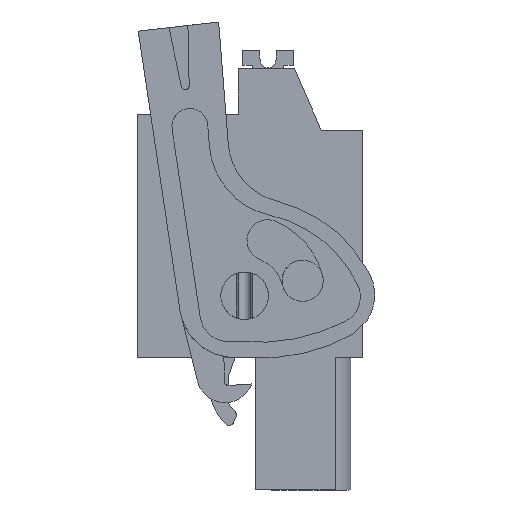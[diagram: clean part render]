
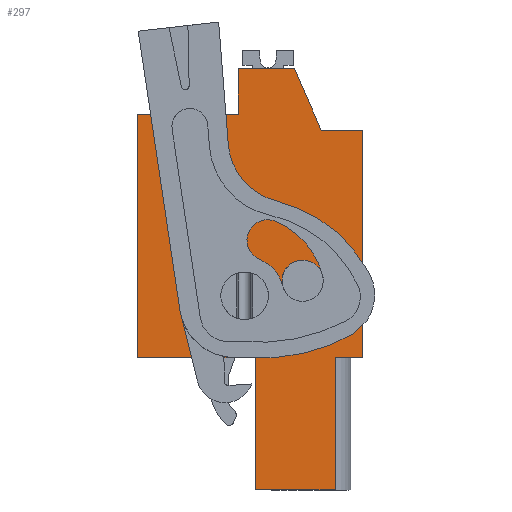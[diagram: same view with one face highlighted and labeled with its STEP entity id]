
A CAD part, left-side view. The second image highlights one B-rep face of the part: STEP entity #297.
In plain terms, the highlighted planar face has unit normal (-1, 0, 0).
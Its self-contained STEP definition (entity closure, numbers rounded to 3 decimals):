
#177=AXIS2_PLACEMENT_3D('Plane Axis2P3D',#174,#175,#176) ;
#263=AXIS2_PLACEMENT_3D('Circle Axis2P3D',#261,#262,$) ;
#272=AXIS2_PLACEMENT_3D('Circle Axis2P3D',#270,#271,$) ;
#281=AXIS2_PLACEMENT_3D('Circle Axis2P3D',#279,#280,$) ;
#290=AXIS2_PLACEMENT_3D('Circle Axis2P3D',#288,#289,$) ;
#42=CARTESIAN_POINT('Vertex',(4.85,8.618,26.59)) ;
#45=CARTESIAN_POINT('Line Origine',(4.85,6.843,26.59)) ;
#49=CARTESIAN_POINT('Vertex',(4.85,5.068,26.59)) ;
#124=CARTESIAN_POINT('Vertex',(4.85,8.618,23.69)) ;
#127=CARTESIAN_POINT('Line Origine',(4.85,8.618,25.14)) ;
#174=CARTESIAN_POINT('Axis2P3D Location',(4.85,7.568,8.35)) ;
#179=CARTESIAN_POINT('Line Origine',(4.85,2.493,4.175)) ;
#183=CARTESIAN_POINT('Vertex',(4.85,2.493,8.35)) ;
#185=CARTESIAN_POINT('Vertex',(4.85,2.493,0.)) ;
#188=CARTESIAN_POINT('Line Origine',(4.85,1.63,8.35)) ;
#192=CARTESIAN_POINT('Vertex',(4.85,0.768,8.35)) ;
#195=CARTESIAN_POINT('Line Origine',(4.85,0.768,15.52)) ;
#199=CARTESIAN_POINT('Vertex',(4.85,0.768,22.69)) ;
#202=CARTESIAN_POINT('Line Origine',(4.85,2.068,22.69)) ;
#206=CARTESIAN_POINT('Vertex',(4.85,3.368,22.69)) ;
#209=CARTESIAN_POINT('Line Origine',(4.85,4.218,24.64)) ;
#214=CARTESIAN_POINT('Line Origine',(4.85,11.793,23.69)) ;
#218=CARTESIAN_POINT('Vertex',(4.85,14.968,23.69)) ;
#221=CARTESIAN_POINT('Line Origine',(4.85,14.968,16.02)) ;
#225=CARTESIAN_POINT('Vertex',(4.85,14.968,8.35)) ;
#228=CARTESIAN_POINT('Line Origine',(4.85,11.253,8.35)) ;
#232=CARTESIAN_POINT('Vertex',(4.85,7.539,8.35)) ;
#235=CARTESIAN_POINT('Line Origine',(4.85,7.539,4.175)) ;
#239=CARTESIAN_POINT('Vertex',(4.85,7.539,0.)) ;
#242=CARTESIAN_POINT('Line Origine',(4.85,5.016,0.)) ;
#261=CARTESIAN_POINT('Axis2P3D Location',(4.85,8.204,12.25)) ;
#265=CARTESIAN_POINT('Vertex',(4.85,8.204,10.75)) ;
#267=CARTESIAN_POINT('Vertex',(4.85,8.204,13.75)) ;
#270=CARTESIAN_POINT('Axis2P3D Location',(4.85,8.204,12.25)) ;
#279=CARTESIAN_POINT('Axis2P3D Location',(4.85,4.544,13.2)) ;
#283=CARTESIAN_POINT('Vertex',(4.85,4.544,14.5)) ;
#285=CARTESIAN_POINT('Vertex',(4.85,4.544,11.9)) ;
#288=CARTESIAN_POINT('Axis2P3D Location',(4.85,4.544,13.2)) ;
#46=DIRECTION('Vector Direction',(0.,1.,0.)) ;
#128=DIRECTION('Vector Direction',(0.,0.,-1.)) ;
#175=DIRECTION('Axis2P3D Direction',(1.,0.,0.)) ;
#176=DIRECTION('Axis2P3D XDirection',(0.,1.,0.)) ;
#180=DIRECTION('Vector Direction',(0.,0.,-1.)) ;
#189=DIRECTION('Vector Direction',(0.,-1.,0.)) ;
#196=DIRECTION('Vector Direction',(0.,0.,-1.)) ;
#203=DIRECTION('Vector Direction',(0.,1.,0.)) ;
#210=DIRECTION('Vector Direction',(0.,0.4,0.917)) ;
#215=DIRECTION('Vector Direction',(0.,1.,0.)) ;
#222=DIRECTION('Vector Direction',(0.,0.,1.)) ;
#229=DIRECTION('Vector Direction',(0.,1.,0.)) ;
#236=DIRECTION('Vector Direction',(0.,0.,-1.)) ;
#243=DIRECTION('Vector Direction',(0.,1.,0.)) ;
#262=DIRECTION('Axis2P3D Direction',(1.,0.,0.)) ;
#271=DIRECTION('Axis2P3D Direction',(1.,0.,0.)) ;
#280=DIRECTION('Axis2P3D Direction',(1.,0.,0.)) ;
#289=DIRECTION('Axis2P3D Direction',(1.,0.,0.)) ;
#47=VECTOR('Line Direction',#46,1.) ;
#129=VECTOR('Line Direction',#128,1.) ;
#181=VECTOR('Line Direction',#180,1.) ;
#190=VECTOR('Line Direction',#189,1.) ;
#197=VECTOR('Line Direction',#196,1.) ;
#204=VECTOR('Line Direction',#203,1.) ;
#211=VECTOR('Line Direction',#210,1.) ;
#216=VECTOR('Line Direction',#215,1.) ;
#223=VECTOR('Line Direction',#222,1.) ;
#230=VECTOR('Line Direction',#229,1.) ;
#237=VECTOR('Line Direction',#236,1.) ;
#244=VECTOR('Line Direction',#243,1.) ;
#248=ORIENTED_EDGE('',*,*,#187,.F.) ;
#249=ORIENTED_EDGE('',*,*,#194,.F.) ;
#250=ORIENTED_EDGE('',*,*,#201,.F.) ;
#251=ORIENTED_EDGE('',*,*,#208,.T.) ;
#252=ORIENTED_EDGE('',*,*,#213,.T.) ;
#253=ORIENTED_EDGE('',*,*,#51,.T.) ;
#254=ORIENTED_EDGE('',*,*,#131,.T.) ;
#255=ORIENTED_EDGE('',*,*,#220,.T.) ;
#256=ORIENTED_EDGE('',*,*,#227,.F.) ;
#257=ORIENTED_EDGE('',*,*,#234,.F.) ;
#258=ORIENTED_EDGE('',*,*,#241,.T.) ;
#259=ORIENTED_EDGE('',*,*,#246,.F.) ;
#276=ORIENTED_EDGE('',*,*,#269,.T.) ;
#277=ORIENTED_EDGE('',*,*,#274,.T.) ;
#294=ORIENTED_EDGE('',*,*,#287,.T.) ;
#295=ORIENTED_EDGE('',*,*,#292,.T.) ;
#278=FACE_BOUND('',#275,.T.) ;
#296=FACE_BOUND('',#293,.T.) ;
#297=ADVANCED_FACE('HOUSING',(#260,#278,#296),#178,.F.) ;
#264=CIRCLE('generated circle',#263,1.5) ;
#273=CIRCLE('generated circle',#272,1.5) ;
#282=CIRCLE('generated circle',#281,1.3) ;
#291=CIRCLE('generated circle',#290,1.3) ;
#51=EDGE_CURVE('',#50,#43,#48,.T.) ;
#131=EDGE_CURVE('',#43,#125,#130,.T.) ;
#187=EDGE_CURVE('',#184,#186,#182,.T.) ;
#194=EDGE_CURVE('',#193,#184,#191,.F.) ;
#201=EDGE_CURVE('',#200,#193,#198,.T.) ;
#208=EDGE_CURVE('',#200,#207,#205,.T.) ;
#213=EDGE_CURVE('',#207,#50,#212,.T.) ;
#220=EDGE_CURVE('',#125,#219,#217,.T.) ;
#227=EDGE_CURVE('',#226,#219,#224,.T.) ;
#234=EDGE_CURVE('',#233,#226,#231,.T.) ;
#241=EDGE_CURVE('',#233,#240,#238,.T.) ;
#246=EDGE_CURVE('',#186,#240,#245,.T.) ;
#269=EDGE_CURVE('',#266,#268,#264,.T.) ;
#274=EDGE_CURVE('',#268,#266,#273,.T.) ;
#287=EDGE_CURVE('',#284,#286,#282,.T.) ;
#292=EDGE_CURVE('',#286,#284,#291,.T.) ;
#247=EDGE_LOOP('',(#248,#249,#250,#251,#252,#253,#254,#255,#256,#257,#258,#259)) ;
#275=EDGE_LOOP('',(#276,#277)) ;
#293=EDGE_LOOP('',(#294,#295)) ;
#260=FACE_OUTER_BOUND('',#247,.T.) ;
#48=LINE('Line',#45,#47) ;
#130=LINE('Line',#127,#129) ;
#182=LINE('Line',#179,#181) ;
#191=LINE('Line',#188,#190) ;
#198=LINE('Line',#195,#197) ;
#205=LINE('Line',#202,#204) ;
#212=LINE('Line',#209,#211) ;
#217=LINE('Line',#214,#216) ;
#224=LINE('Line',#221,#223) ;
#231=LINE('Line',#228,#230) ;
#238=LINE('Line',#235,#237) ;
#245=LINE('Line',#242,#244) ;
#178=PLANE('',#177) ;
#43=VERTEX_POINT('',#42) ;
#50=VERTEX_POINT('',#49) ;
#125=VERTEX_POINT('',#124) ;
#184=VERTEX_POINT('',#183) ;
#186=VERTEX_POINT('',#185) ;
#193=VERTEX_POINT('',#192) ;
#200=VERTEX_POINT('',#199) ;
#207=VERTEX_POINT('',#206) ;
#219=VERTEX_POINT('',#218) ;
#226=VERTEX_POINT('',#225) ;
#233=VERTEX_POINT('',#232) ;
#240=VERTEX_POINT('',#239) ;
#266=VERTEX_POINT('',#265) ;
#268=VERTEX_POINT('',#267) ;
#284=VERTEX_POINT('',#283) ;
#286=VERTEX_POINT('',#285) ;
